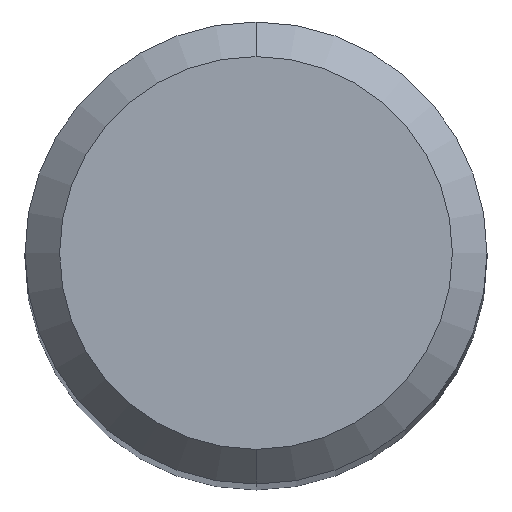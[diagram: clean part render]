
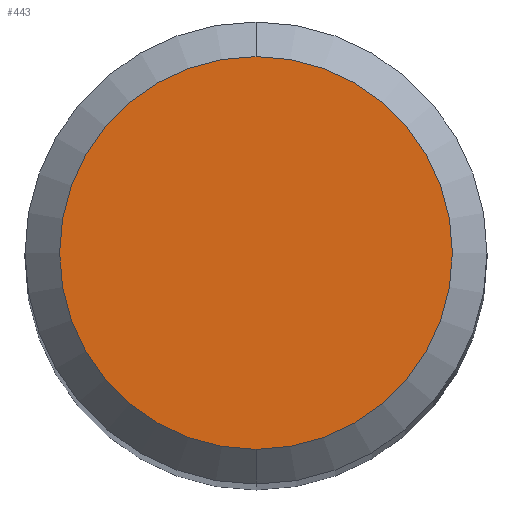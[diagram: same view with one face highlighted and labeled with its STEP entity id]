
A CAD part, top view. The second image highlights one B-rep face of the part: STEP entity #443.
In plain terms, the highlighted planar face has unit normal (0, 0, 1).
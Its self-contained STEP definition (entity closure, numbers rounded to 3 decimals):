
#229=EDGE_CURVE('',#437,#459,#542,.T.);
#411=EDGE_CURVE('',#459,#437,#743,.T.);
#437=VERTEX_POINT('',#772);
#443=ADVANCED_FACE('',(#779),#780,.T.);
#459=VERTEX_POINT('',#796);
#542=CIRCLE('',#902,1.7);
#743=CIRCLE('',#1292,1.7);
#772=CARTESIAN_POINT('',(0.,-1.7,0.));
#779=FACE_OUTER_BOUND('',#1390,.T.);
#780=PLANE('',#1391);
#796=CARTESIAN_POINT('',(0.0,1.7,0.));
#902=AXIS2_PLACEMENT_3D('',#1515,#1516,#1517);
#1292=AXIS2_PLACEMENT_3D('',#1754,#1755,#1756);
#1390=EDGE_LOOP('',(#1794,#1795));
#1391=AXIS2_PLACEMENT_3D('',#1796,#1797,#1798);
#1515=CARTESIAN_POINT('',(0.0,0.0,0.));
#1516=DIRECTION('',(0.0,0.0,-1.0));
#1517=DIRECTION('',(0.0,1.0,0.0));
#1754=CARTESIAN_POINT('',(0.0,0.0,0.));
#1755=DIRECTION('',(0.0,0.0,-1.0));
#1756=DIRECTION('',(0.0,1.0,0.0));
#1794=ORIENTED_EDGE('',*,*,#411,.F.);
#1795=ORIENTED_EDGE('',*,*,#229,.F.);
#1796=CARTESIAN_POINT('',(0.0,0.85,0.));
#1797=DIRECTION('',(-0.0,0.0,1.0));
#1798=DIRECTION('',(0.0,-1.0,0.0));
